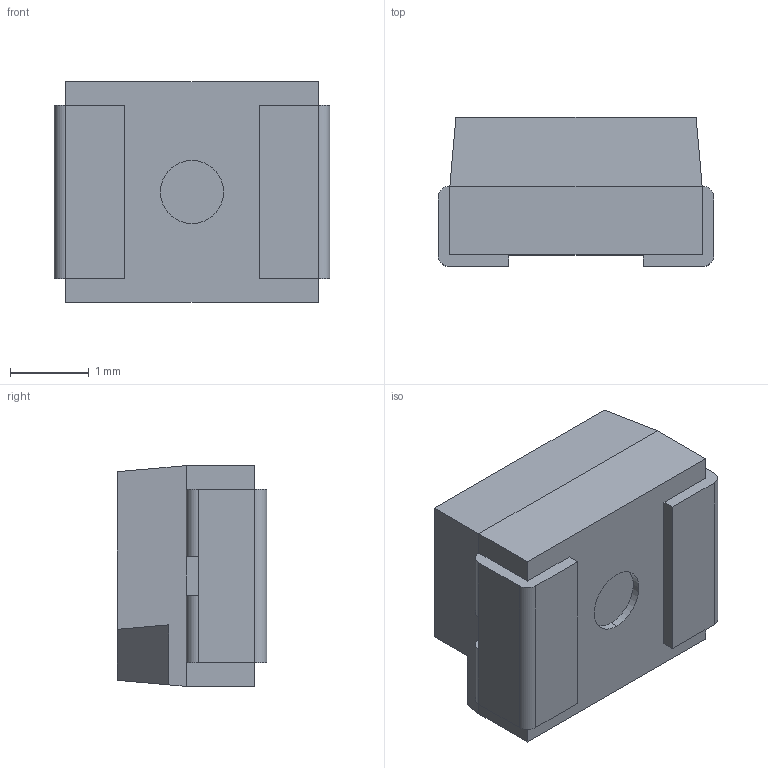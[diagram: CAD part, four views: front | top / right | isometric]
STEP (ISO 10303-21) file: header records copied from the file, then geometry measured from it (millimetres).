
FILE_DESCRIPTION (( 'STEP AP214' ), '1' );
FILE_NAME ('150141RS73100.STEP', '2021-06-03T09:39:06', ( '' ), ( '' ), 'SwSTEP 2.0', 'SolidWorks 2018', '' );
FILE_SCHEMA (( 'AUTOMOTIVE_DESIGN' ));
Length unit declared in the file: millimetre
Products named in the file (1): 150141RS73100
Bounding box: 3.5 x 1.9 x 2.8 mm (x, y, z)
Volume: 13.3 mm3; surface area: 77.1 mm2
Topology: 4 solids, 4 shells, 48 faces, 108 edges, 70 vertices
Faces by surface type: plane 36, cylinder 10, torus 2
Entity records: 1851 total; most frequent: DIRECTION 230, CARTESIAN_POINT 227, ORIENTED_EDGE 216, EDGE_CURVE 108, VECTOR 84, LINE 84, AXIS2_PLACEMENT_3D 73, VERTEX_POINT 70
